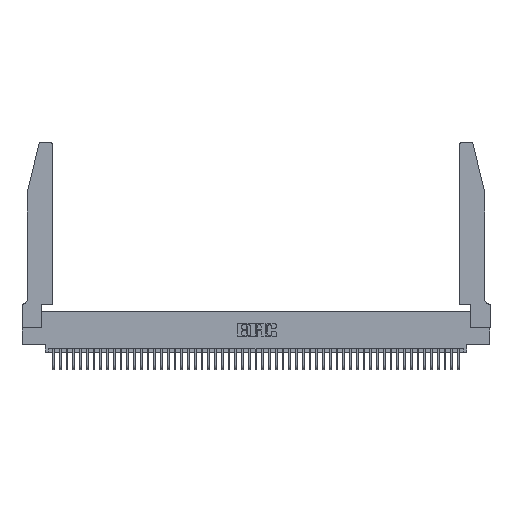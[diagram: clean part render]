
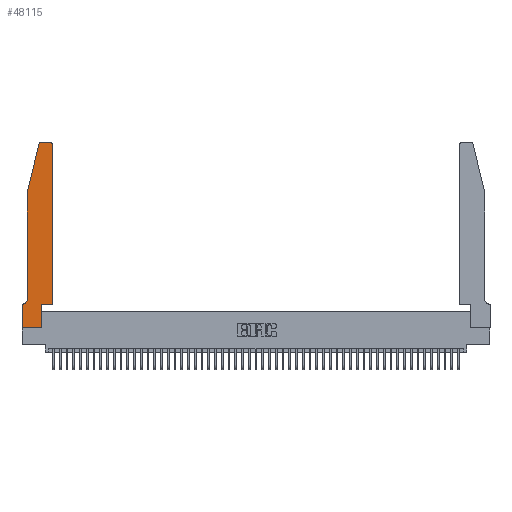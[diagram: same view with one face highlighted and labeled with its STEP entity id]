
A CAD part, top view. The second image highlights one B-rep face of the part: STEP entity #48115.
In plain terms, the highlighted planar face has unit normal (0, 0, 1).
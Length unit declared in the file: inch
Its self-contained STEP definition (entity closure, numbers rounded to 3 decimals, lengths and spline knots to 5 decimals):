
#752 = EDGE_LOOP ( 'NONE', ( #7296, #17559, #4151, #9042, #38540, #32125, #30820, #17356, #43881, #20725, #45684, #33844 ) ) ;
#836 = EDGE_CURVE ( 'NONE', #30592, #18571, #25098, .T. ) ;
#1023 = LINE ( 'NONE', #10381, #31881 ) ;
#1569 = VECTOR ( 'NONE', #20583, 39.37008 ) ;
#1658 = VERTEX_POINT ( 'NONE', #22184 ) ;
#2136 = VERTEX_POINT ( 'NONE', #9297 ) ;
#2147 = VERTEX_POINT ( 'NONE', #45303 ) ;
#3510 = VECTOR ( 'NONE', #14838, 39.37008 ) ;
#4149 = AXIS2_PLACEMENT_3D ( 'NONE', #14483, #18505, #46384 ) ;
#4151 = ORIENTED_EDGE ( 'NONE', *, *, #26995, .T. ) ;
#4262 = CIRCLE ( 'NONE', #4270, 0.07 ) ;
#4270 = AXIS2_PLACEMENT_3D ( 'NONE', #43196, #19341, #47193 ) ;
#4899 = DIRECTION ( 'NONE',  ( -1., 0., 0. ) ) ;
#5070 = EDGE_CURVE ( 'NONE', #18571, #7833, #4262, .T. ) ;
#5230 = DIRECTION ( 'NONE',  ( 0., 0., 1. ) ) ;
#5497 = CARTESIAN_POINT ( 'NONE',  ( 0.4505, 0.35, 0.37 ) ) ;
#7059 = VECTOR ( 'NONE', #4899, 39.37008 ) ;
#7296 = ORIENTED_EDGE ( 'NONE', *, *, #50807, .T. ) ;
#7833 = VERTEX_POINT ( 'NONE', #48320 ) ;
#8307 = LINE ( 'NONE', #16929, #7059 ) ;
#8591 = EDGE_CURVE ( 'NONE', #9394, #33894, #22107, .T. ) ;
#9042 = ORIENTED_EDGE ( 'NONE', *, *, #836, .T. ) ;
#9297 = CARTESIAN_POINT ( 'NONE',  ( 0., 0., 0.37 ) ) ;
#9394 = VERTEX_POINT ( 'NONE', #45996 ) ;
#9512 = EDGE_CURVE ( 'NONE', #2136, #22815, #44443, .T. ) ;
#10381 = CARTESIAN_POINT ( 'NONE',  ( 0.0755, 2., 0.37 ) ) ;
#10444 = CARTESIAN_POINT ( 'NONE',  ( 0.284, 2.75, 0.37 ) ) ;
#10773 = CARTESIAN_POINT ( 'NONE',  ( 0.2865, 0.35, 0.37 ) ) ;
#10803 = EDGE_CURVE ( 'NONE', #23900, #2136, #34951, .T. ) ;
#12401 = LINE ( 'NONE', #48420, #1569 ) ;
#14430 = DIRECTION ( 'NONE',  ( -0.239, -0.971, 0. ) ) ;
#14483 = CARTESIAN_POINT ( 'NONE',  ( 0., 0.35, 0.37 ) ) ;
#14838 = DIRECTION ( 'NONE',  ( 0., 1., 0. ) ) ;
#15577 = LINE ( 'NONE', #10773, #3510 ) ;
#15845 = AXIS2_PLACEMENT_3D ( 'NONE', #23140, #50929, #27164 ) ;
#16373 = EDGE_CURVE ( 'NONE', #21796, #2147, #28902, .T. ) ;
#16929 = CARTESIAN_POINT ( 'NONE',  ( 0.0755, 0.35, 0.37 ) ) ;
#17347 = DIRECTION ( 'NONE',  ( 0., -1., 0. ) ) ;
#17356 = ORIENTED_EDGE ( 'NONE', *, *, #9512, .T. ) ;
#17559 = ORIENTED_EDGE ( 'NONE', *, *, #29557, .T. ) ;
#18251 = VECTOR ( 'NONE', #31141, 39.37008 ) ;
#18505 = DIRECTION ( 'NONE',  ( 0., 0., 1. ) ) ;
#18571 = VERTEX_POINT ( 'NONE', #22179 ) ;
#18630 = CARTESIAN_POINT ( 'NONE',  ( 0.0755, 2., 0.37 ) ) ;
#19341 = DIRECTION ( 'NONE',  ( 0., 0., -1. ) ) ;
#19518 = LINE ( 'NONE', #27159, #18251 ) ;
#20583 = DIRECTION ( 'NONE',  ( 0., 1., 0. ) ) ;
#20725 = ORIENTED_EDGE ( 'NONE', *, *, #16373, .T. ) ;
#20753 = VECTOR ( 'NONE', #46677, 39.37008 ) ;
#21537 = DIRECTION ( 'NONE',  ( 1., 0., 0. ) ) ;
#21558 = CARTESIAN_POINT ( 'NONE',  ( 0.2865, 0., 0.37 ) ) ;
#21796 = VERTEX_POINT ( 'NONE', #51200 ) ;
#21867 = DIRECTION ( 'NONE',  ( 0., -1., 0. ) ) ;
#22107 = CIRCLE ( 'NONE', #44344, 0.03 ) ;
#22179 = CARTESIAN_POINT ( 'NONE',  ( 0.0755, 0.42, 0.37 ) ) ;
#22184 = CARTESIAN_POINT ( 'NONE',  ( 0.25487, 2.72718, 0.37 ) ) ;
#22815 = VERTEX_POINT ( 'NONE', #21558 ) ;
#23140 = CARTESIAN_POINT ( 'NONE',  ( 0.284, 2.72, 0.37 ) ) ;
#23900 = VERTEX_POINT ( 'NONE', #27037 ) ;
#24388 = VECTOR ( 'NONE', #21867, 39.37008 ) ;
#25098 = LINE ( 'NONE', #41238, #26355 ) ;
#26355 = VECTOR ( 'NONE', #17347, 39.37008 ) ;
#26887 = CARTESIAN_POINT ( 'NONE',  ( 0., 0., 0.37 ) ) ;
#26995 = EDGE_CURVE ( 'NONE', #1658, #30592, #1023, .T. ) ;
#27037 = CARTESIAN_POINT ( 'NONE',  ( 0., 0.35, 0.37 ) ) ;
#27159 = CARTESIAN_POINT ( 'NONE',  ( 0.2605, 2.75, 0.37 ) ) ;
#27164 = DIRECTION ( 'NONE',  ( 1., 0., 0. ) ) ;
#28275 = EDGE_CURVE ( 'NONE', #22815, #21796, #15577, .T. ) ;
#28564 = EDGE_CURVE ( 'NONE', #2147, #9394, #12401, .T. ) ;
#28902 = LINE ( 'NONE', #5497, #48790 ) ;
#29318 = CARTESIAN_POINT ( 'NONE',  ( 0.4205, 2.72, 0.37 ) ) ;
#29557 = EDGE_CURVE ( 'NONE', #31686, #1658, #50938, .T. ) ;
#30592 = VERTEX_POINT ( 'NONE', #18630 ) ;
#30820 = ORIENTED_EDGE ( 'NONE', *, *, #10803, .T. ) ;
#31141 = DIRECTION ( 'NONE',  ( -1., 0., 0. ) ) ;
#31686 = VERTEX_POINT ( 'NONE', #10444 ) ;
#31881 = VECTOR ( 'NONE', #14430, 39.37008 ) ;
#32125 = ORIENTED_EDGE ( 'NONE', *, *, #42331, .T. ) ;
#33311 = DIRECTION ( 'NONE',  ( 1., 0., 0. ) ) ;
#33844 = ORIENTED_EDGE ( 'NONE', *, *, #8591, .T. ) ;
#33894 = VERTEX_POINT ( 'NONE', #40734 ) ;
#34112 = FACE_OUTER_BOUND ( 'NONE', #752, .T. ) ;
#34951 = LINE ( 'NONE', #41697, #24388 ) ;
#38419 = PLANE ( 'NONE',  #4149 ) ;
#38540 = ORIENTED_EDGE ( 'NONE', *, *, #5070, .T. ) ;
#40734 = CARTESIAN_POINT ( 'NONE',  ( 0.4205, 2.75, 0.37 ) ) ;
#41238 = CARTESIAN_POINT ( 'NONE',  ( 0.0755, 2., 0.37 ) ) ;
#41697 = CARTESIAN_POINT ( 'NONE',  ( 0., 0., 0.37 ) ) ;
#42331 = EDGE_CURVE ( 'NONE', #7833, #23900, #8307, .T. ) ;
#43196 = CARTESIAN_POINT ( 'NONE',  ( 0.0055, 0.42, 0.37 ) ) ;
#43881 = ORIENTED_EDGE ( 'NONE', *, *, #28275, .T. ) ;
#44344 = AXIS2_PLACEMENT_3D ( 'NONE', #29318, #5230, #33311 ) ;
#44443 = LINE ( 'NONE', #26887, #20753 ) ;
#45303 = CARTESIAN_POINT ( 'NONE',  ( 0.4505, 0.35, 0.37 ) ) ;
#45684 = ORIENTED_EDGE ( 'NONE', *, *, #28564, .T. ) ;
#45996 = CARTESIAN_POINT ( 'NONE',  ( 0.4505, 2.72, 0.37 ) ) ;
#46384 = DIRECTION ( 'NONE',  ( 1., 0., 0. ) ) ;
#46677 = DIRECTION ( 'NONE',  ( 1., 0., 0. ) ) ;
#47193 = DIRECTION ( 'NONE',  ( -1., 0., 0. ) ) ;
#48115 = ADVANCED_FACE ( 'NONE', ( #34112 ), #38419, .T. ) ;
#48320 = CARTESIAN_POINT ( 'NONE',  ( 0.0055, 0.35, 0.37 ) ) ;
#48420 = CARTESIAN_POINT ( 'NONE',  ( 0.4505, 0.35, 0.37 ) ) ;
#48790 = VECTOR ( 'NONE', #21537, 39.37008 ) ;
#50807 = EDGE_CURVE ( 'NONE', #33894, #31686, #19518, .T. ) ;
#50929 = DIRECTION ( 'NONE',  ( 0., 0., 1. ) ) ;
#50938 = CIRCLE ( 'NONE', #15845, 0.03 ) ;
#51200 = CARTESIAN_POINT ( 'NONE',  ( 0.2865, 0.35, 0.37 ) ) ;
